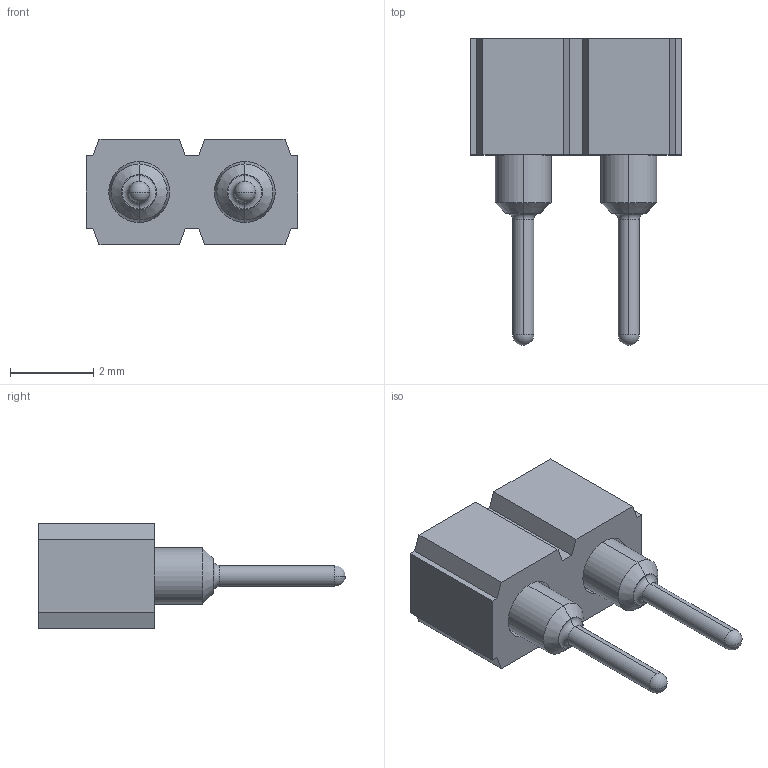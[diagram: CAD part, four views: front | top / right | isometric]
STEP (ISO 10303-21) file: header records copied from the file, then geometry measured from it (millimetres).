
FILE_DESCRIPTION (( 'STEP AP214' ), '1' );
FILE_NAME ('mill-max-310-13-102-41-001000.STEP', '2022-07-13T17:20:32', ( '' ), ( '' ), 'SwSTEP 2.0', 'SolidWorks 2022', '' );
FILE_SCHEMA (( 'AUTOMOTIVE_DESIGN' ));
Length unit declared in the file: inch
Products named in the file (3): P3XX-11-010-00-000000_P302-11-010-00-000000; 1001_1001-0-00-15-00-00-03-0; mill-max-310-13-102-41-001000
Assembly tree (3 placements, depth 2):
  mill-max-310-13-102-41-001000
    P3XX-11-010-00-000000_P302-11-010-00-000000
    1001_1001-0-00-15-00-00-03-0  x2
Bounding box: 5.08 x 7.37 x 2.54 mm (x, y, z)
Volume: 30.1 mm3; surface area: 171 mm2
Topology: 3 solids, 3 shells, 84 faces, 196 edges, 120 vertices
Faces by surface type: plane 32, cylinder 28, cone 16, torus 4, sphere 4
Entity records: 1806 total; most frequent: DIRECTION 314, CARTESIAN_POINT 288, ORIENTED_EDGE 272, EDGE_CURVE 136, AXIS2_PLACEMENT_3D 114, VERTEX_POINT 88, LINE 86, VECTOR 86
